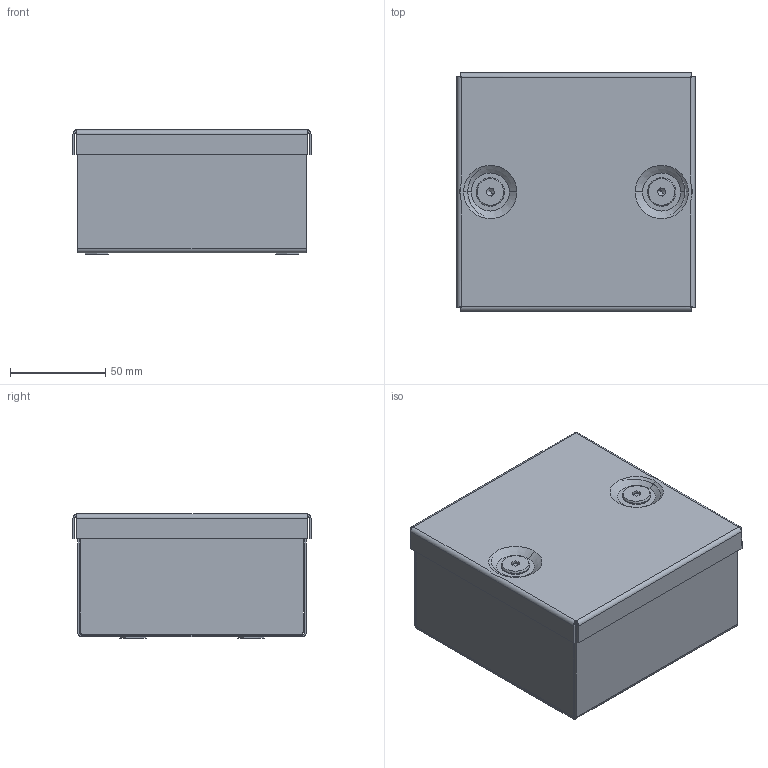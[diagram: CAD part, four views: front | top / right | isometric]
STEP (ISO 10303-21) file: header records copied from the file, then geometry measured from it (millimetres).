
FILE_DESCRIPTION (( 'STEP AP214' ), '1' );
FILE_NAME ('311.106 Êëåììíàÿ êîðîáêà W120H120D60.STEP', '2024-05-22T09:57:24', ( '' ), ( '' ), 'SwSTEP 2.0', 'SolidWorks 2021', '' );
FILE_SCHEMA (( 'AUTOMOTIVE_DESIGN' ));
Length unit declared in the file: millimetre
Products named in the file (10): Ãàñêåòèíã W120H120; 311.106-02 Êðûøêà êîðîáêè; 311.106-012 Áîêîâàÿ ñòåíêà; Çàêëåïêà ðåçüáîâàÿ Ì6 øåñòèãðàííàÿ ñ óìåíüøåííûì áîðòîì; Âèíò Ì6õ16 ìåáåëüíûé; 311.106-02 ÑÁ Êðûøêà êîðîáêè; 311.106-01 Êîðïóñ êîðîáêè; 311.106 Êëåììíàÿ êîðîáêà W120H120D60; 311.106-011 Çàäíÿÿ ñòåíêà; Çàêëåïêà ðåçüáîâàÿ Ì8 øåñòèãðàííàÿ ñ óìåíüøåííûì áîðòîì
Assembly tree (15 placements, depth 3):
  311.106 Êëåììíàÿ êîðîáêà W120H120D60
    311.106-01 Êîðïóñ êîðîáêè
      311.106-011 Çàäíÿÿ ñòåíêà
      311.106-012 Áîêîâàÿ ñòåíêà  x2
    311.106-02 ÑÁ Êðûøêà êîðîáêè
      311.106-02 Êðûøêà êîðîáêè
      Ãàñêåòèíã W120H120
    Âèíò Ì6õ16 ìåáåëüíûé  x2
    Çàêëåïêà ðåçüáîâàÿ Ì6 øåñòèãðàííàÿ ñ óìåíüøåííûì áîðòîì  x2
    Çàêëåïêà ðåçüáîâàÿ Ì8 øåñòèãðàííàÿ ñ óìåíüøåííûì áîðòîì  x4
Bounding box: 125 x 125 x 65.2 mm (x, y, z)
Volume: 107615.4 mm3; surface area: 161694.1 mm2
Topology: 13 solids, 13 shells, 481 faces, 1151 edges, 700 vertices
Faces by surface type: plane 257, cylinder 138, cone 64, bspline 14, torus 8
Entity records: 11456 total; most frequent: CARTESIAN_POINT 4634, ORIENTED_EDGE 1348, DIRECTION 1291, EDGE_CURVE 674, VECTOR 451, LINE 451, AXIS2_PLACEMENT_3D 420, VERTEX_POINT 408
